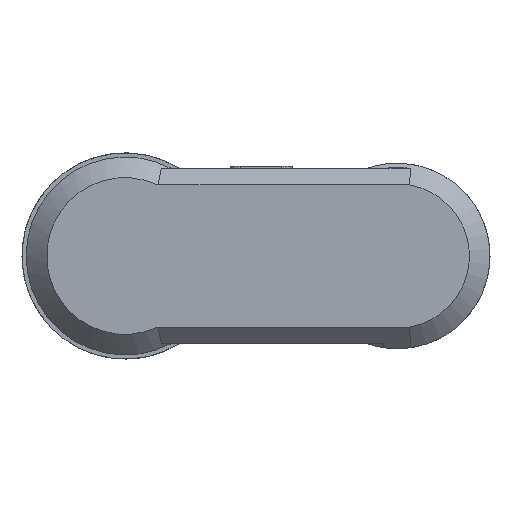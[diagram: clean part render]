
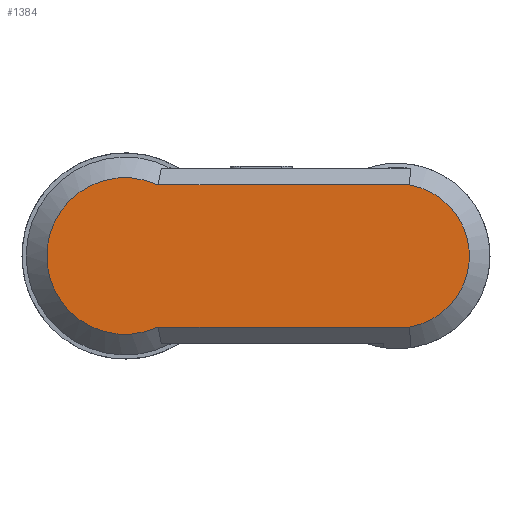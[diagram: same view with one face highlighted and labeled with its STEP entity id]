
A CAD part, left-side view. The second image highlights one B-rep face of the part: STEP entity #1384.
In plain terms, the highlighted planar face has unit normal (-1, 0, 0).
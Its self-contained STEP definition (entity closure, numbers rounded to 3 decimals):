
#72=LINE('',#2010,#133);
#74=LINE('',#2019,#135);
#133=VECTOR('',#1637,1000.);
#135=VECTOR('',#1641,1000.);
#161=PLANE('',#1459);
#258=ORIENTED_EDGE('',*,*,#506,.F.);
#259=ORIENTED_EDGE('',*,*,#514,.F.);
#260=ORIENTED_EDGE('',*,*,#509,.F.);
#261=ORIENTED_EDGE('',*,*,#515,.T.);
#506=EDGE_CURVE('',#634,#635,#72,.T.);
#509=EDGE_CURVE('',#637,#638,#74,.T.);
#514=EDGE_CURVE('',#638,#634,#678,.T.);
#515=EDGE_CURVE('',#637,#635,#679,.T.);
#634=VERTEX_POINT('',#2009);
#635=VERTEX_POINT('',#2011);
#637=VERTEX_POINT('',#2020);
#638=VERTEX_POINT('',#2021);
#678=CIRCLE('',#1460,3.8);
#679=CIRCLE('',#1461,3.5);
#737=EDGE_LOOP('',(#258,#259,#260,#261));
#826=FACE_BOUND('',#737,.T.);
#1384=ADVANCED_FACE('',(#826),#161,.F.);
#1459=AXIS2_PLACEMENT_3D('',#2037,#1644,#1645);
#1460=AXIS2_PLACEMENT_3D('',#2038,#1646,#1647);
#1461=AXIS2_PLACEMENT_3D('',#2039,#1648,#1649);
#1637=DIRECTION('',(0.,-1.,0.));
#1641=DIRECTION('',(0.,1.,0.));
#1644=DIRECTION('',(1.,0.,0.));
#1645=DIRECTION('',(0.,0.,-1.));
#1646=DIRECTION('',(1.,0.,0.));
#1647=DIRECTION('',(0.,0.,-1.));
#1648=DIRECTION('',(-1.,0.,0.));
#1649=DIRECTION('',(0.,0.,1.));
#2009=CARTESIAN_POINT('',(0.,11.607,3.45));
#2010=CARTESIAN_POINT('',(0.,-3.5,3.45));
#2011=CARTESIAN_POINT('',(0.,-0.589,3.45));
#2019=CARTESIAN_POINT('',(0.,-3.5,-3.45));
#2020=CARTESIAN_POINT('',(0.,-0.589,-3.45));
#2021=CARTESIAN_POINT('',(0.,11.607,-3.45));
#2037=CARTESIAN_POINT('',(0.,-3.5,0.));
#2038=CARTESIAN_POINT('',(0.,13.2,0.));
#2039=CARTESIAN_POINT('',(0.,0.,0.));
